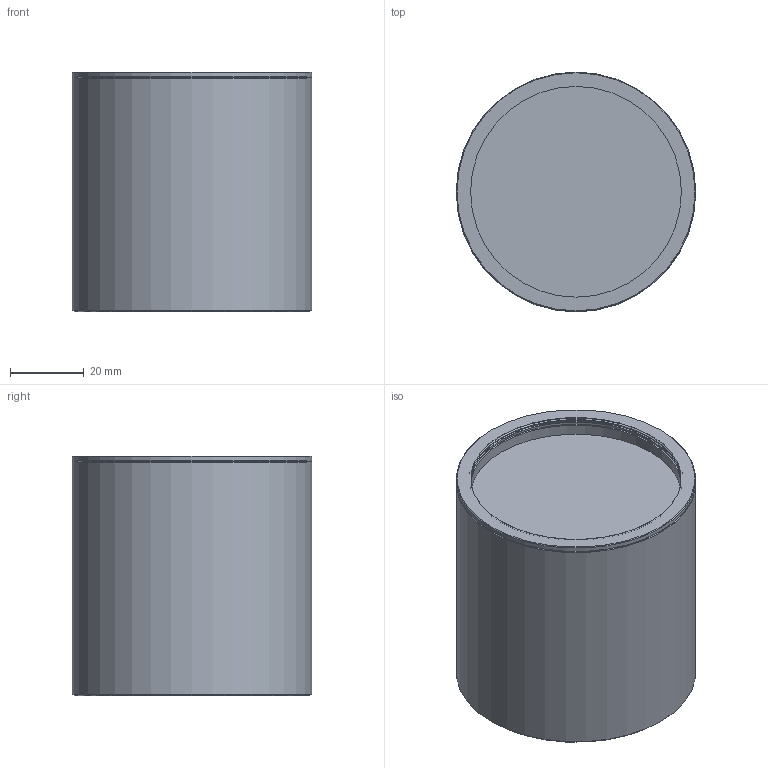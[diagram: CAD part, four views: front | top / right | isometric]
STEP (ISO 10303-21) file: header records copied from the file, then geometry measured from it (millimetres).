
FILE_DESCRIPTION (( 'STEP AP214' ), '1' );
FILE_NAME ('6GF35408AC11_001_STEP.STEP', '2017-09-25T14:22:56', ( '' ), ( '' ), 'SwSTEP 2.0', 'SolidWorks 2017', '' );
FILE_SCHEMA (( 'AUTOMOTIVE_DESIGN' ));
Length unit declared in the file: millimetre
Products named in the file (2): Body; 6GF35408AC11_001_STEP
Assembly tree (1 placements, depth 2):
  6GF35408AC11_001_STEP
    Body
Bounding box: 65 x 65 x 65.04 mm (x, y, z)
Volume: 42672.3 mm3; surface area: 32349.2 mm2
Topology: 1 solids, 1 shells, 36 faces, 63 edges, 37 vertices
Faces by surface type: cylinder 14, cone 10, plane 10, torus 2
Full cylindrical faces by diameter (mm): 56 x1, 57.188 x3, 57.2 x1, 58 x2, 58.1 x1, 59 x1, 60.4 x2, 63.4 x1, 65 x2
Entity records: 1176 total; most frequent: DIRECTION 150, CARTESIAN_POINT 110, AXIS2_PLACEMENT_3D 75, EDGE_LOOP 70, ORIENTED_EDGE 70, FACE_OUTER_BOUND 52, UNCERTAINTY_MEASURE_WITH_UNIT 40, PRESENTATION_STYLE_ASSIGNMENT 38
